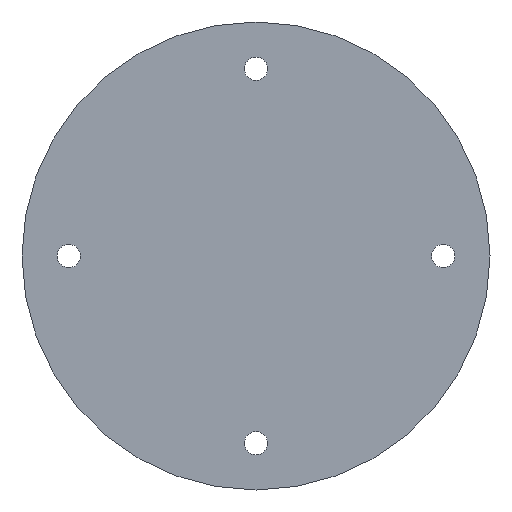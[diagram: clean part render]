
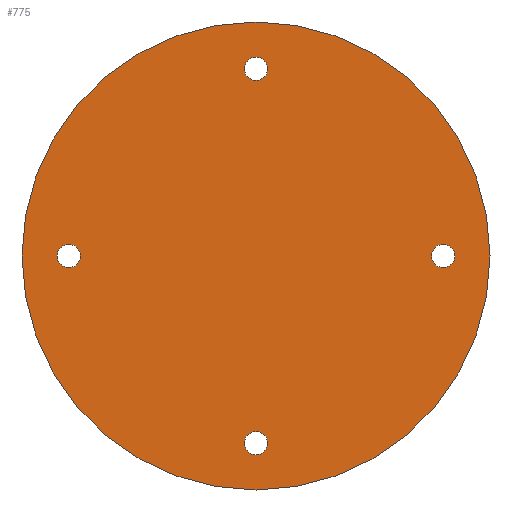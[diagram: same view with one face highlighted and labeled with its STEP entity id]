
A CAD part, front view. The second image highlights one B-rep face of the part: STEP entity #775.
In plain terms, the highlighted planar face has unit normal (0, -1, 0).
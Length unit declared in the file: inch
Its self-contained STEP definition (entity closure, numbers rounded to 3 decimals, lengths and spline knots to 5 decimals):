
#10 = CARTESIAN_POINT ( 'NONE',  ( 0., 0., 1.2 ) ) ;
#15 = FACE_BOUND ( 'NONE', #1330, .T. ) ;
#34 = DIRECTION ( 'NONE',  ( 0., 1., 0. ) ) ;
#46 = VERTEX_POINT ( 'NONE', #678 ) ;
#57 = DIRECTION ( 'NONE',  ( 0., 1., 0. ) ) ;
#100 = EDGE_CURVE ( 'NONE', #1517, #1050, #591, .T. ) ;
#153 = EDGE_CURVE ( 'NONE', #1713, #828, #169, .T. ) ;
#154 = CARTESIAN_POINT ( 'NONE',  ( 1.2, 0., 0. ) ) ;
#160 = PLANE ( 'NONE',  #418 ) ;
#165 = EDGE_LOOP ( 'NONE', ( #1721, #1508 ) ) ;
#169 = CIRCLE ( 'NONE', #831, 0.075 ) ;
#182 = EDGE_LOOP ( 'NONE', ( #1375, #884 ) ) ;
#191 = EDGE_CURVE ( 'NONE', #828, #1713, #230, .T. ) ;
#230 = CIRCLE ( 'NONE', #1042, 0.075 ) ;
#250 = EDGE_CURVE ( 'NONE', #46, #1507, #1573, .T. ) ;
#256 = CIRCLE ( 'NONE', #763, 0.075 ) ;
#283 = DIRECTION ( 'NONE',  ( 0., 1., 0. ) ) ;
#295 = VERTEX_POINT ( 'NONE', #320 ) ;
#301 = CARTESIAN_POINT ( 'NONE',  ( 0., 0., -1.275 ) ) ;
#320 = CARTESIAN_POINT ( 'NONE',  ( -1.2, 0., 0.075 ) ) ;
#335 = AXIS2_PLACEMENT_3D ( 'NONE', #154, #34, #1718 ) ;
#391 = DIRECTION ( 'NONE',  ( 0., 1., 0. ) ) ;
#396 = CARTESIAN_POINT ( 'NONE',  ( 0., 0., 1.2 ) ) ;
#410 = DIRECTION ( 'NONE',  ( 0., 1., 0. ) ) ;
#418 = AXIS2_PLACEMENT_3D ( 'NONE', #545, #1104, #677 ) ;
#429 = CARTESIAN_POINT ( 'NONE',  ( 0., 0., 1.5 ) ) ;
#434 = ORIENTED_EDGE ( 'NONE', *, *, #629, .T. ) ;
#441 = DIRECTION ( 'NONE',  ( 0., 0., 1. ) ) ;
#443 = AXIS2_PLACEMENT_3D ( 'NONE', #1056, #782, #630 ) ;
#462 = CARTESIAN_POINT ( 'NONE',  ( 0., 0., -1.125 ) ) ;
#526 = DIRECTION ( 'NONE',  ( 0., 0., 1. ) ) ;
#533 = ORIENTED_EDGE ( 'NONE', *, *, #153, .T. ) ;
#534 = AXIS2_PLACEMENT_3D ( 'NONE', #1202, #283, #1600 ) ;
#538 = EDGE_CURVE ( 'NONE', #1507, #46, #860, .T. ) ;
#545 = CARTESIAN_POINT ( 'NONE',  ( 0., 0., 0. ) ) ;
#557 = DIRECTION ( 'NONE',  ( 0., 1., 0. ) ) ;
#571 = FACE_BOUND ( 'NONE', #1312, .T. ) ;
#590 = DIRECTION ( 'NONE',  ( 0., 0., 1. ) ) ;
#591 = CIRCLE ( 'NONE', #534, 1.5 ) ;
#612 = CARTESIAN_POINT ( 'NONE',  ( 0., 0., 1.275 ) ) ;
#629 = EDGE_CURVE ( 'NONE', #1652, #295, #256, .T. ) ;
#630 = DIRECTION ( 'NONE',  ( 0., 0., 1. ) ) ;
#663 = CIRCLE ( 'NONE', #443, 0.075 ) ;
#677 = DIRECTION ( 'NONE',  ( 0., 0., 1. ) ) ;
#678 = CARTESIAN_POINT ( 'NONE',  ( 1.2, 0., 0.075 ) ) ;
#681 = CARTESIAN_POINT ( 'NONE',  ( 0., 0., -1.5 ) ) ;
#725 = CARTESIAN_POINT ( 'NONE',  ( 1.2, 0., 0. ) ) ;
#734 = AXIS2_PLACEMENT_3D ( 'NONE', #984, #1250, #590 ) ;
#763 = AXIS2_PLACEMENT_3D ( 'NONE', #1650, #1679, #1404 ) ;
#775 = ADVANCED_FACE ( 'NONE', ( #1492, #571, #15, #822, #1354 ), #160, .F. ) ;
#782 = DIRECTION ( 'NONE',  ( 0., 1., 0. ) ) ;
#800 = CARTESIAN_POINT ( 'NONE',  ( 0., 0., 0. ) ) ;
#804 = DIRECTION ( 'NONE',  ( 0., 1., 0. ) ) ;
#808 = AXIS2_PLACEMENT_3D ( 'NONE', #725, #57, #1001 ) ;
#822 = FACE_BOUND ( 'NONE', #182, .T. ) ;
#828 = VERTEX_POINT ( 'NONE', #612 ) ;
#831 = AXIS2_PLACEMENT_3D ( 'NONE', #396, #410, #1607 ) ;
#839 = VERTEX_POINT ( 'NONE', #462 ) ;
#860 = CIRCLE ( 'NONE', #335, 0.075 ) ;
#874 = CARTESIAN_POINT ( 'NONE',  ( -1.2, 0., -0.075 ) ) ;
#884 = ORIENTED_EDGE ( 'NONE', *, *, #1685, .T. ) ;
#899 = AXIS2_PLACEMENT_3D ( 'NONE', #1489, #804, #441 ) ;
#941 = CARTESIAN_POINT ( 'NONE',  ( 1.2, 0., -0.075 ) ) ;
#955 = CIRCLE ( 'NONE', #734, 0.075 ) ;
#976 = EDGE_LOOP ( 'NONE', ( #1549, #1446 ) ) ;
#984 = CARTESIAN_POINT ( 'NONE',  ( 0., 0., -1.2 ) ) ;
#1001 = DIRECTION ( 'NONE',  ( 0., 0., 1. ) ) ;
#1042 = AXIS2_PLACEMENT_3D ( 'NONE', #10, #557, #1629 ) ;
#1050 = VERTEX_POINT ( 'NONE', #429 ) ;
#1056 = CARTESIAN_POINT ( 'NONE',  ( -1.2, 0., 0. ) ) ;
#1093 = CIRCLE ( 'NONE', #1606, 1.5 ) ;
#1104 = DIRECTION ( 'NONE',  ( 0., 1., 0. ) ) ;
#1161 = EDGE_CURVE ( 'NONE', #295, #1652, #663, .T. ) ;
#1170 = ORIENTED_EDGE ( 'NONE', *, *, #191, .T. ) ;
#1202 = CARTESIAN_POINT ( 'NONE',  ( 0., 0., 0. ) ) ;
#1250 = DIRECTION ( 'NONE',  ( 0., 1., 0. ) ) ;
#1297 = CARTESIAN_POINT ( 'NONE',  ( 0., 0., 1.125 ) ) ;
#1312 = EDGE_LOOP ( 'NONE', ( #1170, #533 ) ) ;
#1330 = EDGE_LOOP ( 'NONE', ( #1574, #434 ) ) ;
#1354 = FACE_OUTER_BOUND ( 'NONE', #976, .T. ) ;
#1355 = EDGE_CURVE ( 'NONE', #1050, #1517, #1093, .T. ) ;
#1375 = ORIENTED_EDGE ( 'NONE', *, *, #1518, .T. ) ;
#1404 = DIRECTION ( 'NONE',  ( 0., 0., 1. ) ) ;
#1446 = ORIENTED_EDGE ( 'NONE', *, *, #1355, .F. ) ;
#1458 = CIRCLE ( 'NONE', #899, 0.075 ) ;
#1489 = CARTESIAN_POINT ( 'NONE',  ( 0., 0., -1.2 ) ) ;
#1492 = FACE_BOUND ( 'NONE', #165, .T. ) ;
#1507 = VERTEX_POINT ( 'NONE', #941 ) ;
#1508 = ORIENTED_EDGE ( 'NONE', *, *, #538, .T. ) ;
#1517 = VERTEX_POINT ( 'NONE', #681 ) ;
#1518 = EDGE_CURVE ( 'NONE', #839, #1593, #1458, .T. ) ;
#1549 = ORIENTED_EDGE ( 'NONE', *, *, #100, .F. ) ;
#1573 = CIRCLE ( 'NONE', #808, 0.075 ) ;
#1574 = ORIENTED_EDGE ( 'NONE', *, *, #1161, .T. ) ;
#1593 = VERTEX_POINT ( 'NONE', #301 ) ;
#1600 = DIRECTION ( 'NONE',  ( 0., 0., 1. ) ) ;
#1606 = AXIS2_PLACEMENT_3D ( 'NONE', #800, #391, #526 ) ;
#1607 = DIRECTION ( 'NONE',  ( 0., 0., 1. ) ) ;
#1629 = DIRECTION ( 'NONE',  ( 0., 0., 1. ) ) ;
#1650 = CARTESIAN_POINT ( 'NONE',  ( -1.2, 0., 0. ) ) ;
#1652 = VERTEX_POINT ( 'NONE', #874 ) ;
#1679 = DIRECTION ( 'NONE',  ( 0., 1., 0. ) ) ;
#1685 = EDGE_CURVE ( 'NONE', #1593, #839, #955, .T. ) ;
#1713 = VERTEX_POINT ( 'NONE', #1297 ) ;
#1718 = DIRECTION ( 'NONE',  ( 0., 0., 1. ) ) ;
#1721 = ORIENTED_EDGE ( 'NONE', *, *, #250, .T. ) ;
